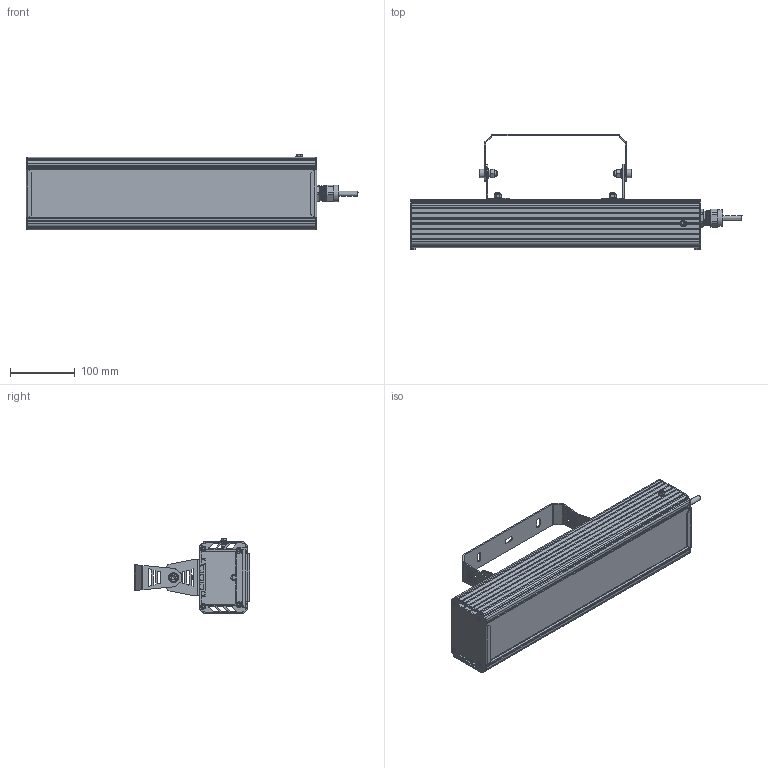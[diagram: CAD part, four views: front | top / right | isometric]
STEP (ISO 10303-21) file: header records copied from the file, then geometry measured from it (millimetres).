
FILE_DESCRIPTION(('STEP AP214'), '1');
FILE_NAME('001.0090.18.000 - ÃÑÏ-Ïðèìà-2Åõ-60', '2024-04-02T06:13:20', ('Åâãåíèé'), ('ÎÊÁ Ñâîé Ñòèëü'), 'C3D Converter', 'C3D Toolkit', '');
FILE_SCHEMA(('AUTOMOTIVE_DESIGN { 1 0 10303 214 3 1 1}'));
Length unit declared in the file: millimetre
Products named in the file (44): 001.0090.18.000
Assembly tree (70 placements, depth 3):
  001.0090.18.000
    (unnamed)
      (unnamed)  x4
      (unnamed)  x4
      (unnamed)
      (unnamed)
      (unnamed)
      (unnamed)
      (unnamed)
      (unnamed)
      (unnamed)
      (unnamed)
      (unnamed)
      (unnamed)
    (unnamed)  x6
      (unnamed)
      (unnamed)
      (unnamed)
      (unnamed)
      (unnamed)
      (unnamed)
      (unnamed)
      (unnamed)
      (unnamed)
    (unnamed)
      (unnamed)
    (unnamed)
      (unnamed)
      (unnamed)
      (unnamed)  x2
      (unnamed)
      (unnamed)
      (unnamed)
      (unnamed)
      (unnamed)
      (unnamed)
      (unnamed)
      (unnamed)
      (unnamed)  x2
      (unnamed)
      (unnamed)
      (unnamed)
      (unnamed)
      (unnamed)
Bounding box: 514 x 178.44 x 117.15 mm (x, y, z)
Volume: 900148.3 mm3; surface area: 781110.9 mm2
Topology: 243 solids, 243 shells, 2863 faces, 6823 edges, 4550 vertices
Faces by surface type: plane 1901, cylinder 826, cone 77, bspline 35, sphere 18, torus 6
Full cylindrical faces by diameter (mm): 1 x18, 2 x12, 2.5 x24, 2.8 x150, 3.2 x18, 3.5 x30, 4 x9, 4.917 x2, 5 x3, 6 x5, 6.6 x2, 6.647 x2, 7 x2, 8 x10, 8.5 x4, 9 x4, 10 x1, 11 x2, 12.5 x1, 13 x3, 15 x4, 16 x1, 17 x1, 18 x1, 18.5 x1, 19 x1, 20 x1, 21.5 x1, 22 x2, 25.5 x1
Entity records: 77993 total; most frequent: CARTESIAN_POINT 36039, DIRECTION 7914, ORIENTED_EDGE 6766, EDGE_CURVE 3383, AXIS2_PLACEMENT_3D 2885, VERTEX_POINT 2331, LINE 2144, VECTOR 2144
